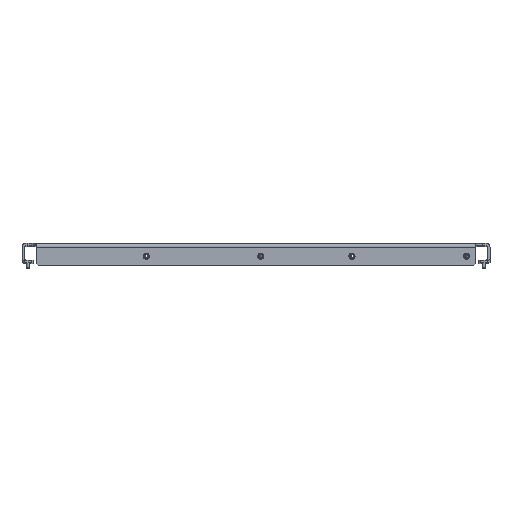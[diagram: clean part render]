
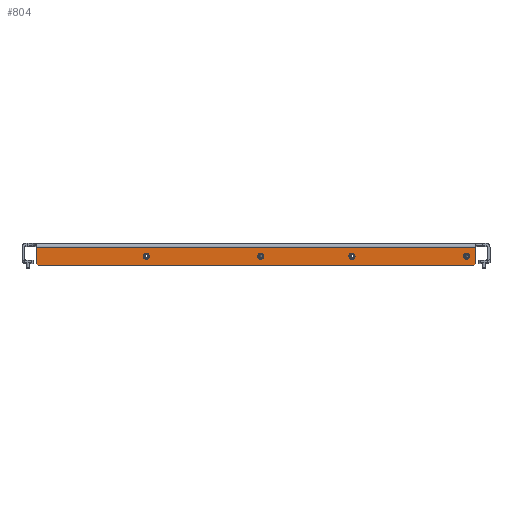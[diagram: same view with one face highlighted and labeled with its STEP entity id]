
A CAD part, top view. The second image highlights one B-rep face of the part: STEP entity #804.
In plain terms, the highlighted planar face has unit normal (0, 0, 1).
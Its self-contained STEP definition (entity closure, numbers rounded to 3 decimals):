
#200=FACE_BOUND('',#1569,.T.);
#201=FACE_BOUND('',#1570,.T.);
#202=FACE_BOUND('',#1571,.T.);
#203=FACE_BOUND('',#1572,.T.);
#204=FACE_BOUND('',#1573,.T.);
#591=CIRCLE('',#6353,3.57);
#592=CIRCLE('',#6355,3.57);
#595=CIRCLE('',#6359,3.57);
#597=CIRCLE('',#6362,3.57);
#804=ADVANCED_FACE('',(#200,#201,#202,#203,#204),#1057,.T.);
#1057=PLANE('',#6364);
#1569=EDGE_LOOP('',(#2439,#2440,#2441,#2442,#2443,#2444));
#1570=EDGE_LOOP('',(#2445));
#1571=EDGE_LOOP('',(#2446));
#1572=EDGE_LOOP('',(#2447));
#1573=EDGE_LOOP('',(#2448));
#2439=ORIENTED_EDGE('',*,*,#4494,.F.);
#2440=ORIENTED_EDGE('',*,*,#4540,.T.);
#2441=ORIENTED_EDGE('',*,*,#4541,.T.);
#2442=ORIENTED_EDGE('',*,*,#4542,.T.);
#2443=ORIENTED_EDGE('',*,*,#4498,.T.);
#2444=ORIENTED_EDGE('',*,*,#4531,.T.);
#2445=ORIENTED_EDGE('',*,*,#4539,.T.);
#2446=ORIENTED_EDGE('',*,*,#4537,.T.);
#2447=ORIENTED_EDGE('',*,*,#4534,.T.);
#2448=ORIENTED_EDGE('',*,*,#4533,.T.);
#3849=VERTEX_POINT('',#9188);
#3850=VERTEX_POINT('',#9190);
#3851=VERTEX_POINT('',#9195);
#3852=VERTEX_POINT('',#9197);
#3868=VERTEX_POINT('',#9271);
#3869=VERTEX_POINT('',#9274);
#3872=VERTEX_POINT('',#9281);
#3874=VERTEX_POINT('',#9286);
#3875=VERTEX_POINT('',#9289);
#3876=VERTEX_POINT('',#9291);
#4494=EDGE_CURVE('',#3849,#3850,#5204,.T.);
#4498=EDGE_CURVE('',#3852,#3851,#5206,.T.);
#4531=EDGE_CURVE('',#3851,#3850,#5234,.T.);
#4533=EDGE_CURVE('',#3868,#3868,#591,.T.);
#4534=EDGE_CURVE('',#3869,#3869,#592,.T.);
#4537=EDGE_CURVE('',#3872,#3872,#595,.T.);
#4539=EDGE_CURVE('',#3874,#3874,#597,.T.);
#4540=EDGE_CURVE('',#3849,#3875,#5235,.T.);
#4541=EDGE_CURVE('',#3875,#3876,#5236,.T.);
#4542=EDGE_CURVE('',#3876,#3852,#5237,.T.);
#5204=LINE('',#9189,#5792);
#5206=LINE('',#9196,#5794);
#5234=LINE('',#9266,#5822);
#5235=LINE('',#9288,#5823);
#5236=LINE('',#9290,#5824);
#5237=LINE('',#9292,#5825);
#5792=VECTOR('',#7364,1.);
#5794=VECTOR('',#7372,1.);
#5822=VECTOR('',#7454,1.);
#5823=VECTOR('',#7481,1.);
#5824=VECTOR('',#7482,1.);
#5825=VECTOR('',#7483,1.);
#6353=AXIS2_PLACEMENT_3D('',#9270,#7459,#7460);
#6355=AXIS2_PLACEMENT_3D('',#9273,#7463,#7464);
#6359=AXIS2_PLACEMENT_3D('',#9280,#7471,#7472);
#6362=AXIS2_PLACEMENT_3D('',#9285,#7477,#7478);
#6364=AXIS2_PLACEMENT_3D('',#9293,#7484,#7485);
#7364=DIRECTION('',(0.,1.,0.));
#7372=DIRECTION('',(0.,1.,0.));
#7454=DIRECTION('',(-1.,0.,0.));
#7459=DIRECTION('',(0.,0.,-1.));
#7460=DIRECTION('',(0.,-1.,0.));
#7463=DIRECTION('',(0.,0.,-1.));
#7464=DIRECTION('',(0.,-1.,0.));
#7471=DIRECTION('',(0.,0.,-1.));
#7472=DIRECTION('',(0.,-1.,0.));
#7477=DIRECTION('',(0.,0.,-1.));
#7478=DIRECTION('',(0.,-1.,0.));
#7481=DIRECTION('',(0.707,-0.707,0.));
#7482=DIRECTION('',(1.,0.,0.));
#7483=DIRECTION('',(0.707,0.707,0.));
#7484=DIRECTION('',(0.,0.,1.));
#7485=DIRECTION('',(0.,-1.,0.));
#9188=CARTESIAN_POINT('',(58.5,637.,83.1));
#9189=CARTESIAN_POINT('',(58.5,0.,83.1));
#9190=CARTESIAN_POINT('',(58.5,656.,83.1));
#9195=CARTESIAN_POINT('',(564.5,656.,83.1));
#9196=CARTESIAN_POINT('',(564.5,0.,83.1));
#9197=CARTESIAN_POINT('',(564.5,637.,83.1));
#9266=CARTESIAN_POINT('',(0.,656.,83.1));
#9270=CARTESIAN_POINT('',(554.,645.5,83.1));
#9271=CARTESIAN_POINT('',(554.,641.93,83.1));
#9273=CARTESIAN_POINT('',(422.,645.5,83.1));
#9274=CARTESIAN_POINT('',(422.,641.93,83.1));
#9280=CARTESIAN_POINT('',(317.,645.5,83.1));
#9281=CARTESIAN_POINT('',(317.,641.93,83.1));
#9285=CARTESIAN_POINT('',(185.,645.5,83.1));
#9286=CARTESIAN_POINT('',(185.,641.93,83.1));
#9288=CARTESIAN_POINT('',(447.75,247.75,83.1));
#9289=CARTESIAN_POINT('',(60.5,635.,83.1));
#9290=CARTESIAN_POINT('',(70.5,635.,83.1));
#9291=CARTESIAN_POINT('',(562.5,635.,83.1));
#9292=CARTESIAN_POINT('',(-36.25,36.25,83.1));
#9293=CARTESIAN_POINT('',(0.,0.,83.1));
